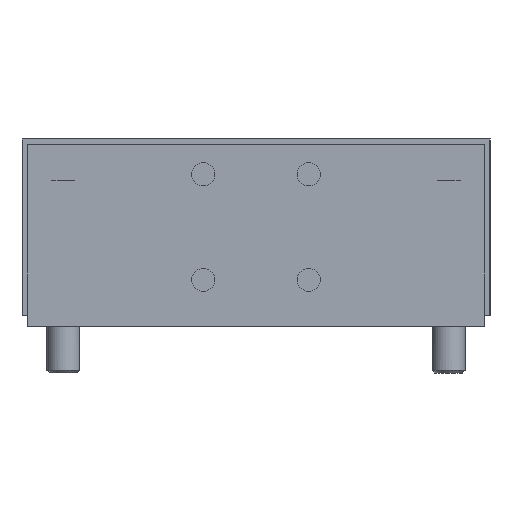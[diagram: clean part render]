
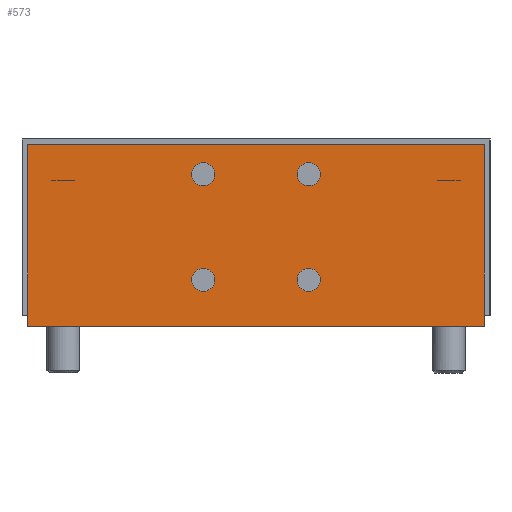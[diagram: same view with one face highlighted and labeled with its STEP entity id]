
A CAD part, left-side view. The second image highlights one B-rep face of the part: STEP entity #573.
In plain terms, the highlighted planar face has unit normal (-1, 0, 0).
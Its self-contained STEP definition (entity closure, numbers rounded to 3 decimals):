
#573 = ADVANCED_FACE( '', ( #1310, #1311, #1312, #1313, #1314 ), #1315, .F. );
#1310 = FACE_BOUND( '', #2085, .T. );
#1311 = FACE_BOUND( '', #2086, .T. );
#1312 = FACE_BOUND( '', #2087, .T. );
#1313 = FACE_BOUND( '', #2088, .T. );
#1314 = FACE_OUTER_BOUND( '', #2089, .T. );
#1315 = PLANE( '', #2090 );
#2085 = EDGE_LOOP( '', ( #3404 ) );
#2086 = EDGE_LOOP( '', ( #3405 ) );
#2087 = EDGE_LOOP( '', ( #3406 ) );
#2088 = EDGE_LOOP( '', ( #3407 ) );
#2089 = EDGE_LOOP( '', ( #3408, #3409, #3410, #3411 ) );
#2090 = AXIS2_PLACEMENT_3D( '', #3412, #3413, #3414 );
#3404 = ORIENTED_EDGE( '', *, *, #3785, .F. );
#3405 = ORIENTED_EDGE( '', *, *, #3798, .F. );
#3406 = ORIENTED_EDGE( '', *, *, #4045, .F. );
#3407 = ORIENTED_EDGE( '', *, *, #3663, .F. );
#3408 = ORIENTED_EDGE( '', *, *, #4029, .T. );
#3409 = ORIENTED_EDGE( '', *, *, #3989, .T. );
#3410 = ORIENTED_EDGE( '', *, *, #3720, .T. );
#3411 = ORIENTED_EDGE( '', *, *, #3982, .T. );
#3412 = CARTESIAN_POINT( '', ( -159.5, -23., 16. ) );
#3413 = DIRECTION( '', ( 1., 0., 0. ) );
#3414 = DIRECTION( '', ( 0., 1., 0. ) );
#3663 = EDGE_CURVE( '', #4230, #4230, #4231, .T. );
#3720 = EDGE_CURVE( '', #4324, #4325, #4326, .T. );
#3785 = EDGE_CURVE( '', #4430, #4430, #4431, .T. );
#3798 = EDGE_CURVE( '', #4449, #4449, #4450, .T. );
#3982 = EDGE_CURVE( '', #4325, #4714, #4715, .T. );
#3989 = EDGE_CURVE( '', #4724, #4324, #4725, .T. );
#4029 = EDGE_CURVE( '', #4714, #4724, #4776, .T. );
#4045 = EDGE_CURVE( '', #4793, #4793, #4794, .T. );
#4230 = VERTEX_POINT( '', #5043 );
#4231 = CIRCLE( '', #5044, 2.1 );
#4324 = VERTEX_POINT( '', #5180 );
#4325 = VERTEX_POINT( '', #5181 );
#4326 = LINE( '', #5182, #5183 );
#4430 = VERTEX_POINT( '', #5309 );
#4431 = CIRCLE( '', #5310, 2.1 );
#4449 = VERTEX_POINT( '', #5332 );
#4450 = CIRCLE( '', #5333, 2.1 );
#4714 = VERTEX_POINT( '', #5720 );
#4715 = LINE( '', #5721, #5722 );
#4724 = VERTEX_POINT( '', #5732 );
#4725 = LINE( '', #5733, #5734 );
#4776 = LINE( '', #5796, #5797 );
#4793 = VERTEX_POINT( '', #5814 );
#4794 = CIRCLE( '', #5815, 2.1 );
#5043 = CARTESIAN_POINT( '', ( -159.5, 7.5, 25.6 ) );
#5044 = AXIS2_PLACEMENT_3D( '', #5993, #5994, #5995 );
#5180 = CARTESIAN_POINT( '', ( -159.5, -41.5, 31. ) );
#5181 = CARTESIAN_POINT( '', ( -159.5, 41.5, 31. ) );
#5182 = CARTESIAN_POINT( '', ( -159.5, -41.5, 31. ) );
#5183 = VECTOR( '', #6087, 1000. );
#5309 = CARTESIAN_POINT( '', ( -159.5, -11.7, 6.4 ) );
#5310 = AXIS2_PLACEMENT_3D( '', #6179, #6180, #6181 );
#5332 = CARTESIAN_POINT( '', ( -159.5, 7.5, 6.4 ) );
#5333 = AXIS2_PLACEMENT_3D( '', #6195, #6196, #6197 );
#5720 = CARTESIAN_POINT( '', ( -159.5, 41.5, -2. ) );
#5721 = CARTESIAN_POINT( '', ( -159.5, 41.5, 31. ) );
#5722 = VECTOR( '', #6402, 1000. );
#5732 = CARTESIAN_POINT( '', ( -159.5, -41.5, -2. ) );
#5733 = CARTESIAN_POINT( '', ( -159.5, -41.5, -2. ) );
#5734 = VECTOR( '', #6410, 1000. );
#5796 = CARTESIAN_POINT( '', ( -159.5, 41.5, -2. ) );
#5797 = VECTOR( '', #6452, 1000. );
#5814 = CARTESIAN_POINT( '', ( -159.5, -11.7, 25.6 ) );
#5815 = AXIS2_PLACEMENT_3D( '', #6456, #6457, #6458 );
#5993 = CARTESIAN_POINT( '', ( -159.5, 9.6, 25.6 ) );
#5994 = DIRECTION( '', ( -1., 0., 0. ) );
#5995 = DIRECTION( '', ( 0., -1., 0. ) );
#6087 = DIRECTION( '', ( 0., 1., 0. ) );
#6179 = CARTESIAN_POINT( '', ( -159.5, -9.6, 6.4 ) );
#6180 = DIRECTION( '', ( -1., 0., 0. ) );
#6181 = DIRECTION( '', ( 0., -1., 0. ) );
#6195 = CARTESIAN_POINT( '', ( -159.5, 9.6, 6.4 ) );
#6196 = DIRECTION( '', ( -1., 0., 0. ) );
#6197 = DIRECTION( '', ( 0., -1., 0. ) );
#6402 = DIRECTION( '', ( 0., 0., -1. ) );
#6410 = DIRECTION( '', ( 0., 0., 1. ) );
#6452 = DIRECTION( '', ( 0., -1., 0. ) );
#6456 = CARTESIAN_POINT( '', ( -159.5, -9.6, 25.6 ) );
#6457 = DIRECTION( '', ( -1., 0., 0. ) );
#6458 = DIRECTION( '', ( 0., -1., 0. ) );
